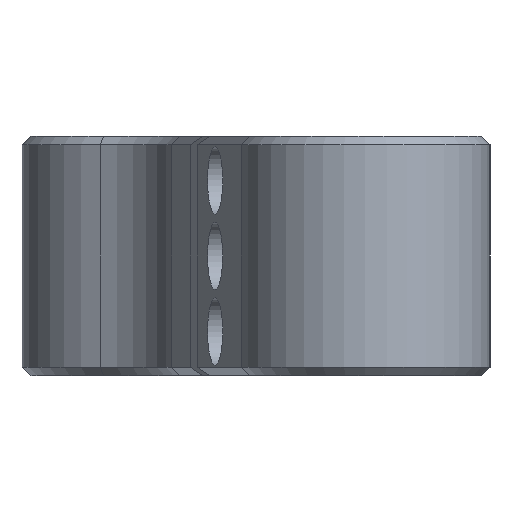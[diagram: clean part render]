
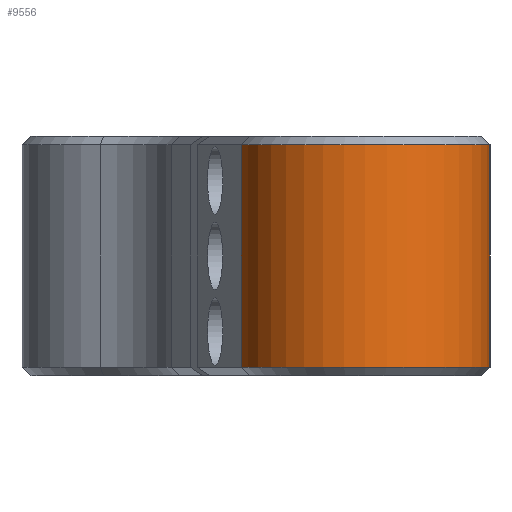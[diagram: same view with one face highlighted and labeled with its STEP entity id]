
A CAD part, left-side view. The second image highlights one B-rep face of the part: STEP entity #9556.
In plain terms, the highlighted cylindrical face has radius 30 mm (diameter 60 mm), a partial arc.
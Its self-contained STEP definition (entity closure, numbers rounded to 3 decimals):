
#447=CIRCLE('',#10088,30.);
#451=CIRCLE('',#10103,30.);
#1046=FACE_OUTER_BOUND('',#1619,.T.);
#1619=EDGE_LOOP('',(#8646,#8647,#8648,#8649));
#2818=LINE('',#45040,#3280);
#2819=LINE('',#45042,#3281);
#3280=VECTOR('',#12256,10.);
#3281=VECTOR('',#12259,10.);
#4160=VERTEX_POINT('',#28458);
#4161=VERTEX_POINT('',#28462);
#4165=VERTEX_POINT('',#28490);
#4166=VERTEX_POINT('',#28494);
#5412=EDGE_CURVE('',#4160,#4161,#447,.T.);
#5429=EDGE_CURVE('',#4165,#4166,#451,.T.);
#5712=EDGE_CURVE('',#4160,#4166,#2818,.T.);
#5713=EDGE_CURVE('',#4161,#4165,#2819,.T.);
#8646=ORIENTED_EDGE('',*,*,#5412,.F.);
#8647=ORIENTED_EDGE('',*,*,#5712,.T.);
#8648=ORIENTED_EDGE('',*,*,#5429,.F.);
#8649=ORIENTED_EDGE('',*,*,#5713,.F.);
#9018=CYLINDRICAL_SURFACE('',#10312,30.);
#9556=ADVANCED_FACE('',(#1046),#9018,.T.);
#10088=AXIS2_PLACEMENT_3D('',#28463,#11722,#11723);
#10103=AXIS2_PLACEMENT_3D('',#28496,#11765,#11766);
#10312=AXIS2_PLACEMENT_3D('',#45041,#12257,#12258);
#11722=DIRECTION('center_axis',(0.,0.,-1.));
#11723=DIRECTION('ref_axis',(0.224,-0.975,0.));
#11765=DIRECTION('center_axis',(0.,0.,1.));
#11766=DIRECTION('ref_axis',(0.224,-0.975,0.));
#12256=DIRECTION('',(0.,0.,1.));
#12257=DIRECTION('center_axis',(0.,0.,1.));
#12258=DIRECTION('ref_axis',(-0.94,-0.341,0.));
#12259=DIRECTION('',(0.,0.,1.));
#28458=CARTESIAN_POINT('',(-101.419,-26.75,2.));
#28462=CARTESIAN_POINT('',(-121.728,29.236,2.));
#28463=CARTESIAN_POINT('Origin',(-115.,0.,2.));
#28490=CARTESIAN_POINT('',(-121.728,29.236,55.));
#28494=CARTESIAN_POINT('',(-101.419,-26.75,55.));
#28496=CARTESIAN_POINT('Origin',(-115.,0.,55.));
#45040=CARTESIAN_POINT('',(-101.419,-26.75,0.));
#45041=CARTESIAN_POINT('Origin',(-115.,0.,0.));
#45042=CARTESIAN_POINT('',(-121.728,29.236,0.));
